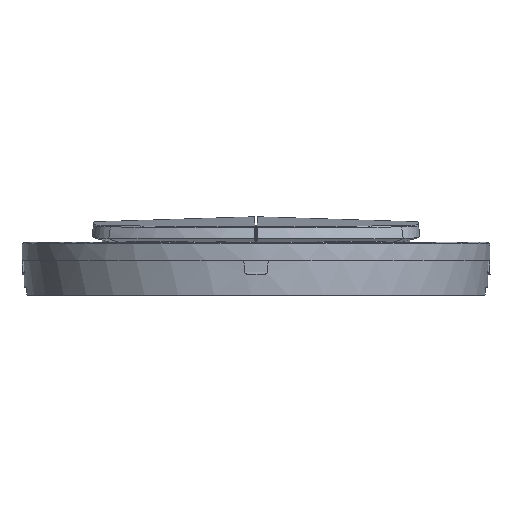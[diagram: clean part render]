
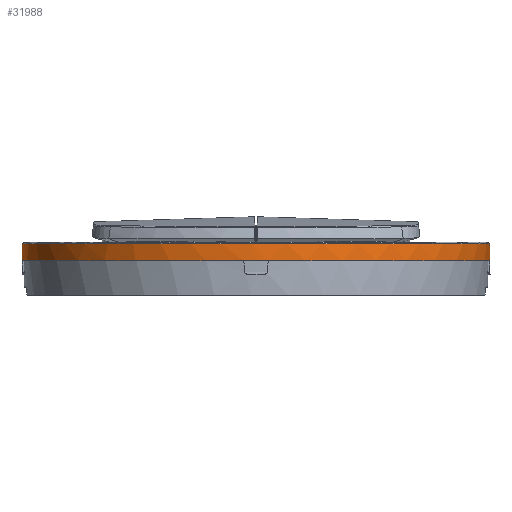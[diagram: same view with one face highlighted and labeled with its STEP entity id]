
A CAD part, front view. The second image highlights one B-rep face of the part: STEP entity #31988.
In plain terms, the highlighted conical face has half-angle 1.5 degrees and reference radius 26.5 mm.
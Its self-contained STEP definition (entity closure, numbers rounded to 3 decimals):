
#31850=AXIS2_PLACEMENT_3D('Circle Axis2P3D',#31848,#31849,$) ;
#31897=AXIS2_PLACEMENT_3D('Circle Axis2P3D',#31895,#31896,$) ;
#31945=AXIS2_PLACEMENT_3D('Cone Axis2P3D',#31942,#31943,#31944) ;
#31956=AXIS2_PLACEMENT_3D('Circle Axis2P3D',#31954,#31955,$) ;
#31961=AXIS2_PLACEMENT_3D('Circle Axis2P3D',#31959,#31960,$) ;
#31966=AXIS2_PLACEMENT_3D('Circle Axis2P3D',#31964,#31965,$) ;
#27888=CARTESIAN_POINT('Vertex',(-26.45,-0.008,8.304)) ;
#27892=CARTESIAN_POINT('Control Point',(26.45,-0.016,8.304)) ;
#27893=CARTESIAN_POINT('Control Point',(26.45,-0.046,8.304)) ;
#27894=CARTESIAN_POINT('Control Point',(26.45,-0.076,8.304)) ;
#27895=CARTESIAN_POINT('Control Point',(26.45,-0.106,8.304)) ;
#27896=CARTESIAN_POINT('Control Point',(26.443,-1.493,8.304)) ;
#27897=CARTESIAN_POINT('Control Point',(26.346,-2.88,8.304)) ;
#27898=CARTESIAN_POINT('Control Point',(26.163,-4.229,8.304)) ;
#27899=CARTESIAN_POINT('Control Point',(24.973,-10.135,8.304)) ;
#27900=CARTESIAN_POINT('Control Point',(22.134,-15.595,8.304)) ;
#27901=CARTESIAN_POINT('Control Point',(19.028,-19.263,8.304)) ;
#27902=CARTESIAN_POINT('Control Point',(13.316,-23.56,8.304)) ;
#27903=CARTESIAN_POINT('Control Point',(6.645,-25.761,8.304)) ;
#27904=CARTESIAN_POINT('Control Point',(4.348,-26.247,8.304)) ;
#27905=CARTESIAN_POINT('Control Point',(-0.312,-26.704,8.304)) ;
#27906=CARTESIAN_POINT('Control Point',(-4.958,-26.138,8.304)) ;
#27907=CARTESIAN_POINT('Control Point',(-7.239,-25.6,8.304)) ;
#27908=CARTESIAN_POINT('Control Point',(-11.643,-24.033,8.304)) ;
#27909=CARTESIAN_POINT('Control Point',(-15.6,-21.55,8.304)) ;
#27910=CARTESIAN_POINT('Control Point',(-17.433,-20.096,8.304)) ;
#27911=CARTESIAN_POINT('Control Point',(-21.304,-16.261,8.304)) ;
#27912=CARTESIAN_POINT('Control Point',(-24.099,-11.552,8.304)) ;
#27913=CARTESIAN_POINT('Control Point',(-25.289,-8.643,8.304)) ;
#27914=CARTESIAN_POINT('Control Point',(-26.129,-5.22,8.304)) ;
#27915=CARTESIAN_POINT('Control Point',(-26.397,-1.741,8.304)) ;
#27916=CARTESIAN_POINT('Control Point',(-26.42,-1.354,8.304)) ;
#27917=CARTESIAN_POINT('Control Point',(-26.44,-0.852,8.304)) ;
#27918=CARTESIAN_POINT('Control Point',(-26.448,-0.35,8.304)) ;
#27919=CARTESIAN_POINT('Control Point',(-26.449,-0.236,8.304)) ;
#27920=CARTESIAN_POINT('Control Point',(-26.45,-0.122,8.304)) ;
#27921=CARTESIAN_POINT('Control Point',(-26.45,-0.008,8.304)) ;
#27922=CARTESIAN_POINT('Vertex',(26.45,-0.016,8.304)) ;
#27999=CARTESIAN_POINT('Control Point',(26.45,0.,8.304)) ;
#28000=CARTESIAN_POINT('Control Point',(26.45,-0.003,8.304)) ;
#28001=CARTESIAN_POINT('Control Point',(26.45,-0.006,8.304)) ;
#28002=CARTESIAN_POINT('Control Point',(26.45,-0.01,8.304)) ;
#28003=CARTESIAN_POINT('Control Point',(26.45,-0.013,8.304)) ;
#28004=CARTESIAN_POINT('Control Point',(26.45,-0.016,8.304)) ;
#28005=CARTESIAN_POINT('Vertex',(26.45,0.,8.304)) ;
#29039=CARTESIAN_POINT('Vertex',(-26.45,0.,8.304)) ;
#29043=CARTESIAN_POINT('Control Point',(-26.45,-0.008,8.304)) ;
#29044=CARTESIAN_POINT('Control Point',(-26.45,-0.007,8.304)) ;
#29045=CARTESIAN_POINT('Control Point',(-26.45,-0.005,8.304)) ;
#29046=CARTESIAN_POINT('Control Point',(-26.45,-0.003,8.304)) ;
#29047=CARTESIAN_POINT('Control Point',(-26.45,-0.002,8.304)) ;
#29048=CARTESIAN_POINT('Control Point',(-26.45,0.,8.304)) ;
#31838=CARTESIAN_POINT('Vertex',(-26.464,-1.381,6.4)) ;
#31845=CARTESIAN_POINT('Vertex',(-1.381,-26.464,6.4)) ;
#31848=CARTESIAN_POINT('Axis2P3D Location',(0.,0.,6.4)) ;
#31892=CARTESIAN_POINT('Vertex',(26.464,-1.381,6.4)) ;
#31895=CARTESIAN_POINT('Axis2P3D Location',(0.,0.,6.4)) ;
#31899=CARTESIAN_POINT('Vertex',(1.381,-26.464,6.4)) ;
#31942=CARTESIAN_POINT('Axis2P3D Location',(0.,0.,6.4)) ;
#31947=CARTESIAN_POINT('Line Origine',(-26.473,0.,7.45)) ;
#31951=CARTESIAN_POINT('Vertex',(-26.5,0.,6.4)) ;
#31954=CARTESIAN_POINT('Axis2P3D Location',(0.,0.,6.4)) ;
#31959=CARTESIAN_POINT('Axis2P3D Location',(0.,0.,6.4)) ;
#31964=CARTESIAN_POINT('Axis2P3D Location',(0.,0.,6.4)) ;
#31968=CARTESIAN_POINT('Vertex',(26.5,0.,6.4)) ;
#31971=CARTESIAN_POINT('Line Origine',(26.473,0.,7.45)) ;
#31849=DIRECTION('Axis2P3D Direction',(0.,0.,1.)) ;
#31896=DIRECTION('Axis2P3D Direction',(0.,0.,1.)) ;
#31943=DIRECTION('Axis2P3D Direction',(-0.,-0.,-1.)) ;
#31944=DIRECTION('Axis2P3D XDirection',(-1.,0.,0.)) ;
#31948=DIRECTION('Vector Direction',(-0.026,0.,-1.)) ;
#31955=DIRECTION('Axis2P3D Direction',(0.,0.,1.)) ;
#31960=DIRECTION('Axis2P3D Direction',(0.,0.,1.)) ;
#31965=DIRECTION('Axis2P3D Direction',(0.,0.,1.)) ;
#31972=DIRECTION('Vector Direction',(0.026,0.,-1.)) ;
#31949=VECTOR('Line Direction',#31948,1.) ;
#31973=VECTOR('Line Direction',#31972,1.) ;
#31977=ORIENTED_EDGE('',*,*,#28007,.F.) ;
#31978=ORIENTED_EDGE('',*,*,#27924,.F.) ;
#31979=ORIENTED_EDGE('',*,*,#29049,.F.) ;
#31980=ORIENTED_EDGE('',*,*,#31953,.F.) ;
#31981=ORIENTED_EDGE('',*,*,#31958,.F.) ;
#31982=ORIENTED_EDGE('',*,*,#31852,.F.) ;
#31983=ORIENTED_EDGE('',*,*,#31963,.F.) ;
#31984=ORIENTED_EDGE('',*,*,#31901,.F.) ;
#31985=ORIENTED_EDGE('',*,*,#31970,.F.) ;
#31986=ORIENTED_EDGE('',*,*,#31975,.T.) ;
#31988=ADVANCED_FACE('Corps principal',(#31987),#31946,.T.) ;
#27891=B_SPLINE_CURVE_WITH_KNOTS('',5,(#27892,#27893,#27894,#27895,#27896,#27897,#27898,#27899,#27900,#27901,#27902,#27903,#27904,#27905,#27906,#27907,#27908,#27909,#27910,#27911,#27912,#27913,#27914,#27915,#27916,#27917,#27918,#27919,#27920,#27921),.UNSPECIFIED.,.F.,.U.,(6,3,3,3,3,3,3,3,3,6),(23.635,23.839,33.108,64.896,80.792,96.688,112.564,133.738,136.388,137.166),.UNSPECIFIED.) ;
#27998=B_SPLINE_CURVE_WITH_KNOTS('',5,(#27999,#28000,#28001,#28002,#28003,#28004),.UNSPECIFIED.,.F.,.U.,(6,6),(47.975,47.997),.UNSPECIFIED.) ;
#29042=B_SPLINE_CURVE_WITH_KNOTS('',5,(#29043,#29044,#29045,#29046,#29047,#29048),.UNSPECIFIED.,.F.,.U.,(6,6),(50.628,50.639),.UNSPECIFIED.) ;
#31851=CIRCLE('generated circle',#31850,26.5) ;
#31898=CIRCLE('generated circle',#31897,26.5) ;
#31957=CIRCLE('generated circle',#31956,26.5) ;
#31962=CIRCLE('generated circle',#31961,26.5) ;
#31967=CIRCLE('generated circle',#31966,26.5) ;
#31946=CONICAL_SURFACE('Cone',#31945,26.5,0.026) ;
#27924=EDGE_CURVE('',#27889,#27923,#27891,.F.) ;
#28007=EDGE_CURVE('',#27923,#28006,#27998,.F.) ;
#29049=EDGE_CURVE('',#29040,#27889,#29042,.F.) ;
#31852=EDGE_CURVE('',#31846,#31839,#31851,.F.) ;
#31901=EDGE_CURVE('',#31893,#31900,#31898,.F.) ;
#31953=EDGE_CURVE('',#31952,#29040,#31950,.F.) ;
#31958=EDGE_CURVE('',#31839,#31952,#31957,.F.) ;
#31963=EDGE_CURVE('',#31900,#31846,#31962,.F.) ;
#31970=EDGE_CURVE('',#31969,#31893,#31967,.F.) ;
#31975=EDGE_CURVE('',#31969,#28006,#31974,.F.) ;
#31976=EDGE_LOOP('',(#31977,#31978,#31979,#31980,#31981,#31982,#31983,#31984,#31985,#31986)) ;
#31987=FACE_OUTER_BOUND('',#31976,.T.) ;
#31950=LINE('Line',#31947,#31949) ;
#31974=LINE('Line',#31971,#31973) ;
#27889=VERTEX_POINT('',#27888) ;
#27923=VERTEX_POINT('',#27922) ;
#28006=VERTEX_POINT('',#28005) ;
#29040=VERTEX_POINT('',#29039) ;
#31839=VERTEX_POINT('',#31838) ;
#31846=VERTEX_POINT('',#31845) ;
#31893=VERTEX_POINT('',#31892) ;
#31900=VERTEX_POINT('',#31899) ;
#31952=VERTEX_POINT('',#31951) ;
#31969=VERTEX_POINT('',#31968) ;
